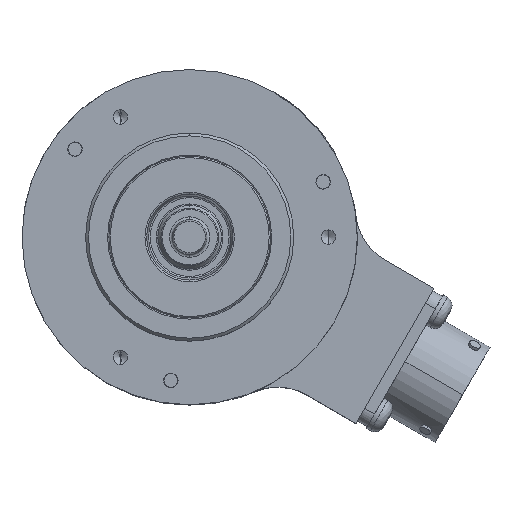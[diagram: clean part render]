
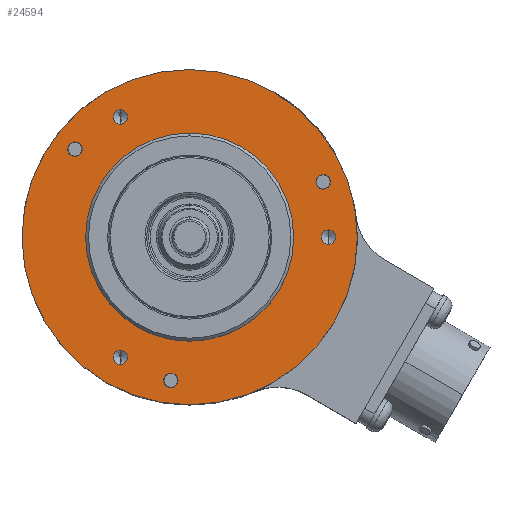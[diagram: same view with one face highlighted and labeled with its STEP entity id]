
A CAD part, top view. The second image highlights one B-rep face of the part: STEP entity #24594.
In plain terms, the highlighted planar face has unit normal (0, 0, 1).
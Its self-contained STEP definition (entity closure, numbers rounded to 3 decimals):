
#8100=CARTESIAN_POINT('',(0.,0.,17.));
#8101=DIRECTION('',(0.,0.,1.));
#8102=DIRECTION('',(1.,0.,0.));
#8103=AXIS2_PLACEMENT_3D('',#8100,#8101,#8102);
#8105=CARTESIAN_POINT('',(0.,0.,17.));
#8106=DIRECTION('',(0.,0.,1.));
#8107=DIRECTION('',(-1.,0.,0.));
#8108=AXIS2_PLACEMENT_3D('',#8105,#8106,#8107);
#8110=CARTESIAN_POINT('',(-19.834,15.219,17.));
#8111=DIRECTION('',(0.,0.,-1.));
#8112=DIRECTION('',(-0.793,0.609,0.));
#8113=AXIS2_PLACEMENT_3D('',#8110,#8111,#8112);
#8115=CARTESIAN_POINT('',(-19.834,15.219,17.));
#8116=DIRECTION('',(0.,0.,-1.));
#8117=DIRECTION('',(0.793,-0.609,0.));
#8118=AXIS2_PLACEMENT_3D('',#8115,#8116,#8117);
#8120=CARTESIAN_POINT('',(-3.263,-24.786,17.));
#8121=DIRECTION('',(0.,0.,-1.));
#8122=DIRECTION('',(-0.131,-0.991,0.));
#8123=AXIS2_PLACEMENT_3D('',#8120,#8121,#8122);
#8125=CARTESIAN_POINT('',(-3.263,-24.786,17.));
#8126=DIRECTION('',(0.,0.,-1.));
#8127=DIRECTION('',(0.131,0.991,0.));
#8128=AXIS2_PLACEMENT_3D('',#8125,#8126,#8127);
#8130=CARTESIAN_POINT('',(23.097,9.567,17.));
#8131=DIRECTION('',(0.,0.,-1.));
#8132=DIRECTION('',(0.924,0.383,0.));
#8133=AXIS2_PLACEMENT_3D('',#8130,#8131,#8132);
#8135=CARTESIAN_POINT('',(23.097,9.567,17.));
#8136=DIRECTION('',(0.,0.,-1.));
#8137=DIRECTION('',(-0.924,-0.383,0.));
#8138=AXIS2_PLACEMENT_3D('',#8135,#8136,#8137);
#8140=CARTESIAN_POINT('',(-12.,-20.785,17.));
#8141=DIRECTION('',(0.,0.,1.));
#8142=DIRECTION('',(0.,-1.,0.));
#8143=AXIS2_PLACEMENT_3D('',#8140,#8141,#8142);
#8145=CARTESIAN_POINT('',(-12.,-20.785,17.));
#8146=DIRECTION('',(0.,0.,1.));
#8147=DIRECTION('',(0.,1.,0.));
#8148=AXIS2_PLACEMENT_3D('',#8145,#8146,#8147);
#8150=CARTESIAN_POINT('',(-12.,20.785,17.));
#8151=DIRECTION('',(0.,0.,1.));
#8152=DIRECTION('',(0.,-1.,0.));
#8153=AXIS2_PLACEMENT_3D('',#8150,#8151,#8152);
#8155=CARTESIAN_POINT('',(-12.,20.785,17.));
#8156=DIRECTION('',(0.,0.,1.));
#8157=DIRECTION('',(0.,1.,0.));
#8158=AXIS2_PLACEMENT_3D('',#8155,#8156,#8157);
#8160=CARTESIAN_POINT('',(24.,0.,17.));
#8161=DIRECTION('',(0.,0.,1.));
#8162=DIRECTION('',(0.,-1.,0.));
#8163=AXIS2_PLACEMENT_3D('',#8160,#8161,#8162);
#8165=CARTESIAN_POINT('',(24.,0.,17.));
#8166=DIRECTION('',(0.,0.,1.));
#8167=DIRECTION('',(0.,1.,0.));
#8168=AXIS2_PLACEMENT_3D('',#8165,#8166,#8167);
#8174=CARTESIAN_POINT('',(0.,0.,17.));
#8175=DIRECTION('',(0.,0.,1.));
#8176=DIRECTION('',(0.,1.,0.));
#8177=AXIS2_PLACEMENT_3D('',#8174,#8175,#8176);
#8211=CARTESIAN_POINT('',(0.,0.,17.));
#8212=DIRECTION('',(0.,0.,-1.));
#8213=DIRECTION('',(0.,1.,0.));
#8214=AXIS2_PLACEMENT_3D('',#8211,#8212,#8213);
#15586=CARTESIAN_POINT('',(0.,18.,17.));
#15587=CARTESIAN_POINT('',(0.,-18.,17.));
#15588=VERTEX_POINT('',#15586);
#15589=VERTEX_POINT('',#15587);
#15590=CARTESIAN_POINT('',(29.,0.,17.));
#15591=CARTESIAN_POINT('',(-29.,0.,17.));
#15592=VERTEX_POINT('',#15590);
#15593=VERTEX_POINT('',#15591);
#15594=CARTESIAN_POINT('',(-20.826,15.98,17.));
#15595=CARTESIAN_POINT('',(-18.842,14.458,17.));
#15596=VERTEX_POINT('',#15594);
#15597=VERTEX_POINT('',#15595);
#15598=CARTESIAN_POINT('',(-3.426,-26.025,17.));
#15599=CARTESIAN_POINT('',(-3.1,-23.547,17.));
#15600=VERTEX_POINT('',#15598);
#15601=VERTEX_POINT('',#15599);
#15602=CARTESIAN_POINT('',(24.252,10.045,17.));
#15603=CARTESIAN_POINT('',(21.942,9.089,17.));
#15604=VERTEX_POINT('',#15602);
#15605=VERTEX_POINT('',#15603);
#15612=CARTESIAN_POINT('',(-12.,-22.035,17.));
#15613=CARTESIAN_POINT('',(-12.,-19.535,17.));
#15614=VERTEX_POINT('',#15612);
#15615=VERTEX_POINT('',#15613);
#15622=CARTESIAN_POINT('',(-12.,19.535,17.));
#15623=CARTESIAN_POINT('',(-12.,22.035,17.));
#15624=VERTEX_POINT('',#15622);
#15625=VERTEX_POINT('',#15623);
#15632=CARTESIAN_POINT('',(24.,-1.25,17.));
#15633=CARTESIAN_POINT('',(24.,1.25,17.));
#15634=VERTEX_POINT('',#15632);
#15635=VERTEX_POINT('',#15633);
#24543=CARTESIAN_POINT('',(0.,0.,17.));
#24544=DIRECTION('',(0.,0.,-1.));
#24545=DIRECTION('',(0.,1.,0.));
#24546=AXIS2_PLACEMENT_3D('',#24543,#24544,#24545);
#24547=PLANE('',#24546);
#24548=ORIENTED_EDGE('',*,*,#19534,.F.);
#24549=ORIENTED_EDGE('',*,*,#19471,.F.);
#24550=EDGE_LOOP('',(#24548,#24549));
#24551=FACE_OUTER_BOUND('',#24550,.F.);
#24553=ORIENTED_EDGE('',*,*,#24552,.T.);
#24555=ORIENTED_EDGE('',*,*,#24554,.F.);
#24556=EDGE_LOOP('',(#24553,#24555));
#24557=FACE_BOUND('',#24556,.F.);
#24559=ORIENTED_EDGE('',*,*,#24558,.F.);
#24561=ORIENTED_EDGE('',*,*,#24560,.F.);
#24562=EDGE_LOOP('',(#24559,#24561));
#24563=FACE_BOUND('',#24562,.F.);
#24565=ORIENTED_EDGE('',*,*,#24564,.F.);
#24567=ORIENTED_EDGE('',*,*,#24566,.F.);
#24568=EDGE_LOOP('',(#24565,#24567));
#24569=FACE_BOUND('',#24568,.F.);
#24571=ORIENTED_EDGE('',*,*,#24570,.F.);
#24573=ORIENTED_EDGE('',*,*,#24572,.F.);
#24574=EDGE_LOOP('',(#24571,#24573));
#24575=FACE_BOUND('',#24574,.F.);
#24577=ORIENTED_EDGE('',*,*,#24576,.T.);
#24579=ORIENTED_EDGE('',*,*,#24578,.T.);
#24580=EDGE_LOOP('',(#24577,#24579));
#24581=FACE_BOUND('',#24580,.F.);
#24583=ORIENTED_EDGE('',*,*,#24582,.T.);
#24585=ORIENTED_EDGE('',*,*,#24584,.T.);
#24586=EDGE_LOOP('',(#24583,#24585));
#24587=FACE_BOUND('',#24586,.F.);
#24589=ORIENTED_EDGE('',*,*,#24588,.T.);
#24591=ORIENTED_EDGE('',*,*,#24590,.T.);
#24592=EDGE_LOOP('',(#24589,#24591));
#24593=FACE_BOUND('',#24592,.F.);
#8104=CIRCLE('',#8103,29.);
#8109=CIRCLE('',#8108,29.);
#8114=CIRCLE('',#8113,1.25);
#8119=CIRCLE('',#8118,1.25);
#8124=CIRCLE('',#8123,1.25);
#8129=CIRCLE('',#8128,1.25);
#8134=CIRCLE('',#8133,1.25);
#8139=CIRCLE('',#8138,1.25);
#8144=CIRCLE('',#8143,1.25);
#8149=CIRCLE('',#8148,1.25);
#8154=CIRCLE('',#8153,1.25);
#8159=CIRCLE('',#8158,1.25);
#8164=CIRCLE('',#8163,1.25);
#8169=CIRCLE('',#8168,1.25);
#8178=CIRCLE('',#8177,18.);
#8215=CIRCLE('',#8214,18.);
#19471=EDGE_CURVE('',#15593,#15592,#8109,.T.);
#19534=EDGE_CURVE('',#15592,#15593,#8104,.T.);
#24552=EDGE_CURVE('',#15588,#15589,#8178,.T.);
#24554=EDGE_CURVE('',#15588,#15589,#8215,.T.);
#24558=EDGE_CURVE('',#15596,#15597,#8114,.T.);
#24560=EDGE_CURVE('',#15597,#15596,#8119,.T.);
#24564=EDGE_CURVE('',#15600,#15601,#8124,.T.);
#24566=EDGE_CURVE('',#15601,#15600,#8129,.T.);
#24570=EDGE_CURVE('',#15604,#15605,#8134,.T.);
#24572=EDGE_CURVE('',#15605,#15604,#8139,.T.);
#24576=EDGE_CURVE('',#15614,#15615,#8144,.T.);
#24578=EDGE_CURVE('',#15615,#15614,#8149,.T.);
#24582=EDGE_CURVE('',#15624,#15625,#8154,.T.);
#24584=EDGE_CURVE('',#15625,#15624,#8159,.T.);
#24588=EDGE_CURVE('',#15634,#15635,#8164,.T.);
#24590=EDGE_CURVE('',#15635,#15634,#8169,.T.);
#24594=ADVANCED_FACE('',(#24551,#24557,#24563,#24569,#24575,#24581,#24587,
#24593),#24547,.F.);
